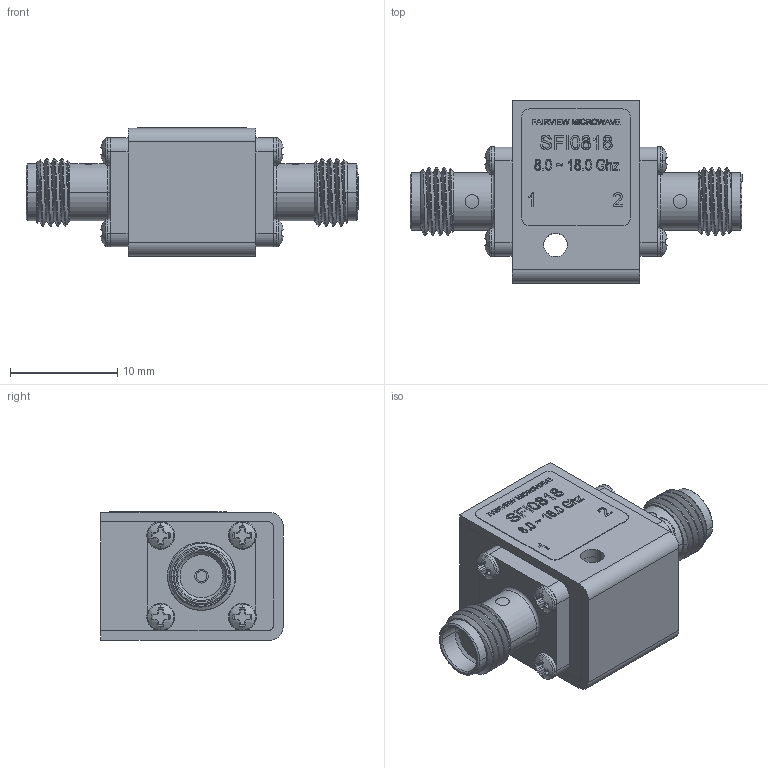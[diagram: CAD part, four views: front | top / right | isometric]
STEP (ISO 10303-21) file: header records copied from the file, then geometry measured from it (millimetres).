
FILE_DESCRIPTION (( 'STEP AP214' ), '1' );
FILE_NAME ('SFI0818.STEP', '2018-01-25T16:30:33', ( '' ), ( '' ), 'SwSTEP 2.0', 'SolidWorks 2017', '' );
FILE_SCHEMA (( 'AUTOMOTIVE_DESIGN' ));
Length unit declared in the file: inch
Products named in the file (1): SFI0818
Bounding box: 30.99 x 17.02 x 11.99 mm (x, y, z)
Volume: 3008.3 mm3; surface area: 2696.2 mm2
Topology: 14 solids, 14 shells, 854 faces, 2253 edges, 1492 vertices
Faces by surface type: plane 454, bspline 234, cylinder 98, cone 64, torus 4
Entity records: 49912 total; most frequent: CARTESIAN_POINT 19454, ORIENTED_EDGE 4506, DIRECTION 3201, EDGE_CURVE 2253, VERTEX_POINT 1492, LINE 1247, VECTOR 1247, AXIS2_PLACEMENT_3D 977
